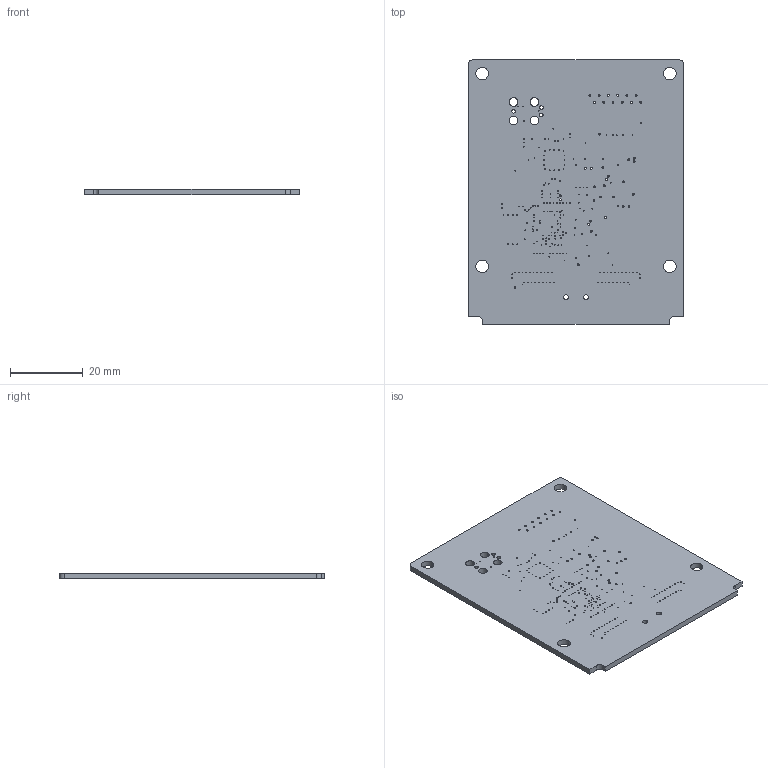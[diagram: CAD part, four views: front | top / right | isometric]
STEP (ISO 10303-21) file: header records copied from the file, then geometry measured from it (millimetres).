
FILE_DESCRIPTION (( 'STEP AP203' ), '1' );
FILE_NAME ('c00627401 qube 20 usb card_Default_sldprt.STEP', '2016-06-02T17:09:07', ( 'Shusen Zhang' ), ( 'MathWorks' ), 'SwSTEP 2.0', 'SolidWorks 2015', '' );
FILE_SCHEMA (( 'CONFIG_CONTROL_DESIGN' ));
Length unit declared in the file: millimetre
Products named in the file (1): c00627401  qube 20 usb card_Default_sldprt
Bounding box: 59.18 x 72.64 x 1.59 mm (x, y, z)
Volume: 6678.6 mm3; surface area: 9297.6 mm2
Topology: 1 solids, 1 shells, 566 faces, 1692 edges, 1128 vertices
Faces by surface type: cylinder 556, plane 10
Entity records: 20925 total; most frequent: DIRECTION 3938, CARTESIAN_POINT 3387, ORIENTED_EDGE 3384, EDGE_CURVE 1692, AXIS2_PLACEMENT_3D 1679, VERTEX_POINT 1128, EDGE_LOOP 1116, CIRCLE 1112
